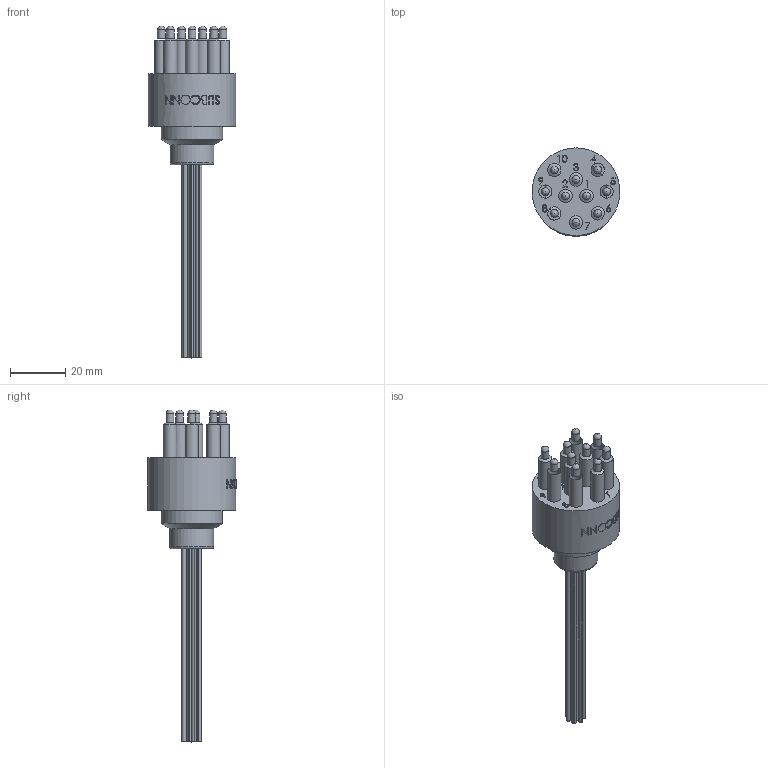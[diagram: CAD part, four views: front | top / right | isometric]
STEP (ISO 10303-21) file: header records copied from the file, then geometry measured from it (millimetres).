
FILE_DESCRIPTION(/* description */ ('STEP AP214'),/* implementation_level */ '2;1');
FILE_NAME(/* name */ 'OM10M.stp',/* time_stamp */ '2021-01-13T10:03:21+01:00',/* author */ ('sh'),/* organization */ (''),/* preprocessor_version */ 'ST-DEVELOPER v17.2',/* originating_system */ 'Autodesk Inventor 2019',/* authorisation */ '');
FILE_SCHEMA (('AUTOMOTIVE_DESIGN { 1 0 10303 214 3 1 1 }'));
Length unit declared in the file: inch
Products named in the file (1): 01004600
Bounding box: 31.75 x 31.95 x 120.14 mm (x, y, z)
Volume: 22734.3 mm3; surface area: 9777.4 mm2
Topology: 2 solids, 2 shells, 321 faces, 850 edges, 590 vertices
Faces by surface type: plane 135, bspline 129, cylinder 45, cone 11, torus 1
Full cylindrical faces by diameter (mm): 0.088 x1, 1.524 x6, 2.779 x10, 4.826 x10, 15.875 x1, 22.225 x1, 31.75 x1
Entity records: 24883 total; most frequent: CARTESIAN_POINT 17242, ORIENTED_EDGE 1700, DIRECTION 1239, EDGE_CURVE 850, VERTEX_POINT 590, AXIS2_PLACEMENT_3D 426, LINE 387, VECTOR 387
